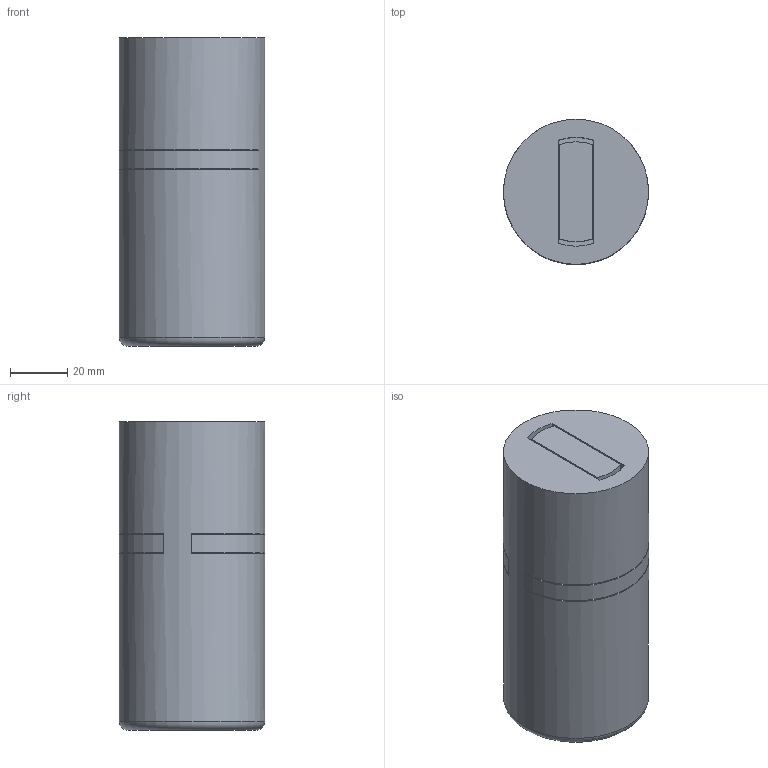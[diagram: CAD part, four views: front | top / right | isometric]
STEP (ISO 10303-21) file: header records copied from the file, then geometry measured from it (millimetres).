
FILE_DESCRIPTION(/* description */ ('STEP AP242','CAx-IF Rec.Pracs.---Representation and Presentation of Product Manufacturing Information (PMI)---4.0---2014-10-13','CAx-IF Rec.Pracs.---3D Tessellated Geometry---0.4---2014-09-14','2;1'),/* implementation_level */ '2;1');
FILE_NAME(/* name */ '6693864a61ea570a9fc55b6d',/* time_stamp */ '2024-07-14T08:03:22Z',/* author */ (''),/* organization */ (''),/* preprocessor_version */ 'ST-DEVELOPER v20',/* originating_system */ ' ',/* authorisation */ ' ');
FILE_SCHEMA (('AP242_MANAGED_MODEL_BASED_3D_ENGINEERING_MIM_LF { 1 0 10303 442 1 1 4 }'));
Length unit declared in the file: metre
Products named in the file (4): Part 3; Part 4; Part 2; Part 1
Bounding box: 50.8 x 50.8 x 107.95 mm (x, y, z)
Volume: 161938.3 mm3; surface area: 50820.6 mm2
Topology: 4 solids, 4 shells, 74 faces, 188 edges, 125 vertices
Faces by surface type: plane 56, cylinder 16, torus 1, cone 1
Full cylindrical faces by diameter (mm): 6.35 x2, 7.62 x2, 38.1 x1, 50.8 x1
Entity records: 2278 total; most frequent: CARTESIAN_POINT 376, DIRECTION 374, ORIENTED_EDGE 352, EDGE_CURVE 176, LINE 134, VECTOR 134, VERTEX_POINT 122, AXIS2_PLACEMENT_3D 120
